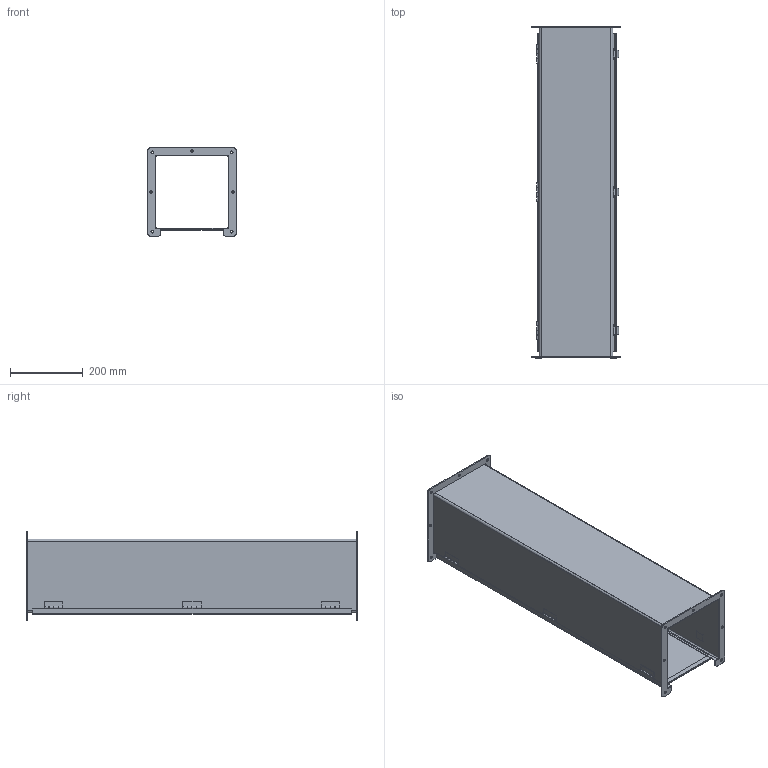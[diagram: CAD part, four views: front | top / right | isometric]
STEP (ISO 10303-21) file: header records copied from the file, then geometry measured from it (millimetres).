
FILE_DESCRIPTION(/* description */ ('LJW, BTB, CRS, 36X8X8'),/* implementation_level */ '2;1');
FILE_NAME(/* name */ 'LJW83.stp',/* time_stamp */ '2015-05-28T22:07:29+06:00',/* author */ ('vdas'),/* organization */ (''),/* preprocessor_version */ 'ST-DEVELOPER v15.2',/* originating_system */ 'Autodesk Inventor 2014',/* authorisation */ '');
FILE_SCHEMA (('AUTOMOTIVE_DESIGN { 1 0 10303 214 3 1 1 }'));
Length unit declared in the file: inch
Products named in the file (17): LJW83BTB; LJW8RINGP; LJW83LID; LJW83GSK; PART1; PART2; PART3; PART4; PART5; 35011; H6050139T; H6050139L; H6050139P; H6050139; H6050139_1; H6050139_2; LJW83
Bounding box: 244.47 x 914.4 x 244.47 mm (x, y, z)
Volume: 1670312.3 mm3; surface area: 1745305.9 mm2
Topology: 29 solids, 29 shells, 525 faces, 1351 edges, 881 vertices
Faces by surface type: plane 320, cylinder 190, bspline 12, cone 3
Full cylindrical faces by diameter (mm): 3.048 x3, 3.302 x12, 3.454 x6, 3.946 x18, 4.286 x12, 7.144 x14
Entity records: 7434 total; most frequent: CARTESIAN_POINT 1302, DIRECTION 1248, ORIENTED_EDGE 1096, EDGE_CURVE 548, AXIS2_PLACEMENT_3D 430, LINE 388, VECTOR 388, VERTEX_POINT 364
